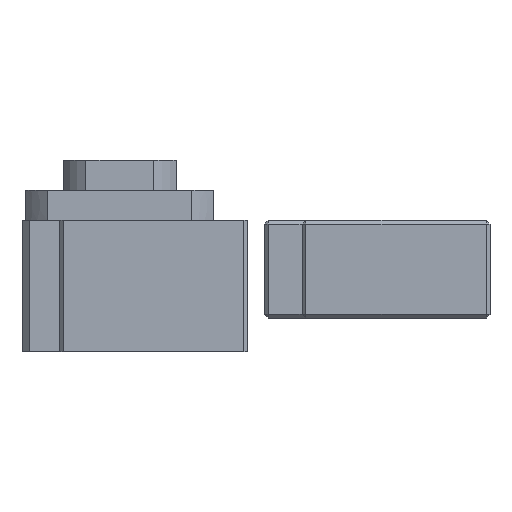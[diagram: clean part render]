
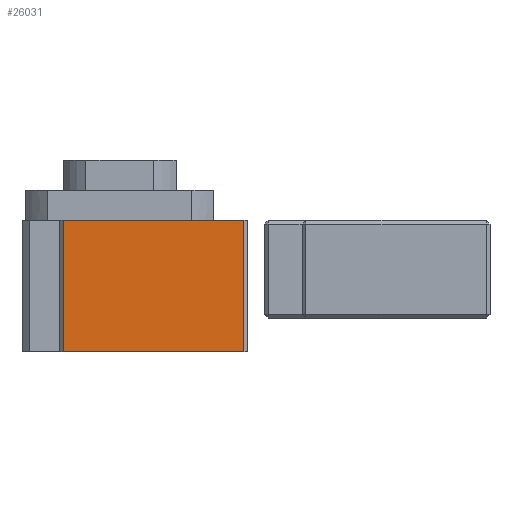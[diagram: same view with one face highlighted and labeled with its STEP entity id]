
A CAD part, left-side view. The second image highlights one B-rep face of the part: STEP entity #26031.
In plain terms, the highlighted planar face has unit normal (-1, 0, 0).
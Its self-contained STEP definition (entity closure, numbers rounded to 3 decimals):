
#680 = CARTESIAN_POINT ( 'NONE',  ( -44., 15., -35. ) ) ;
#1371 = CARTESIAN_POINT ( 'NONE',  ( -44., -1., 0. ) ) ;
#2018 = ORIENTED_EDGE ( 'NONE', *, *, #25787, .T. ) ;
#2129 = VERTEX_POINT ( 'NONE', #5011 ) ;
#2478 = CARTESIAN_POINT ( 'NONE',  ( -44., -33., -11.667 ) ) ;
#2873 = CARTESIAN_POINT ( 'NONE',  ( -44., -33., -35. ) ) ;
#3489 = EDGE_CURVE ( 'NONE', #7011, #25168, #23903, .T. ) ;
#3634 = EDGE_LOOP ( 'NONE', ( #19065, #5613, #9571, #2018 ) ) ;
#5011 = CARTESIAN_POINT ( 'NONE',  ( -44., 15., -35. ) ) ;
#5348 = PLANE ( 'NONE',  #22083 ) ;
#5391 = CARTESIAN_POINT ( 'NONE',  ( -44., -17., -35. ) ) ;
#5512 = DIRECTION ( 'NONE',  ( -1., 0., 0. ) ) ;
#5593 = CARTESIAN_POINT ( 'NONE',  ( -44., -33., 0. ) ) ;
#5613 = ORIENTED_EDGE ( 'NONE', *, *, #10627, .F. ) ;
#6245 = CARTESIAN_POINT ( 'NONE',  ( -44., -17., 0. ) ) ;
#6965 = CARTESIAN_POINT ( 'NONE',  ( -44., 15., -11.667 ) ) ;
#7011 = VERTEX_POINT ( 'NONE', #25878 ) ;
#7677 = B_SPLINE_CURVE_WITH_KNOTS ( 'NONE', 3,
 ( #13757, #1371, #6245, #16434 ),
 .UNSPECIFIED., .F., .F.,
 ( 4, 4 ),
 ( 0., 1. ),
 .UNSPECIFIED. ) ;
#8759 = VERTEX_POINT ( 'NONE', #21053 ) ;
#9571 = ORIENTED_EDGE ( 'NONE', *, *, #20885, .T. ) ;
#10183 = CARTESIAN_POINT ( 'NONE',  ( -44., -33., -35. ) ) ;
#10627 = EDGE_CURVE ( 'NONE', #8759, #25168, #7677, .T. ) ;
#13757 = CARTESIAN_POINT ( 'NONE',  ( -44., 15., 0. ) ) ;
#16118 = B_SPLINE_CURVE_WITH_KNOTS ( 'NONE', 3,
 ( #17490, #6965, #29872, #19348 ),
 .UNSPECIFIED., .F., .F.,
 ( 4, 4 ),
 ( 0., 1. ),
 .UNSPECIFIED. ) ;
#16434 = CARTESIAN_POINT ( 'NONE',  ( -44., -33., 0. ) ) ;
#17490 = CARTESIAN_POINT ( 'NONE',  ( -44., 15., 0. ) ) ;
#19065 = ORIENTED_EDGE ( 'NONE', *, *, #3489, .T. ) ;
#19348 = CARTESIAN_POINT ( 'NONE',  ( -44., 15., -35. ) ) ;
#20885 = EDGE_CURVE ( 'NONE', #8759, #2129, #16118, .T. ) ;
#21053 = CARTESIAN_POINT ( 'NONE',  ( -44., 15., 0. ) ) ;
#22083 = AXIS2_PLACEMENT_3D ( 'NONE', #25602, #5512, #25924 ) ;
#23233 = CARTESIAN_POINT ( 'NONE',  ( -44., -33., 0. ) ) ;
#23903 = B_SPLINE_CURVE_WITH_KNOTS ( 'NONE', 3,
 ( #10183, #32941, #2478, #23233 ),
 .UNSPECIFIED., .F., .F.,
 ( 4, 4 ),
 ( 0., 1. ),
 .UNSPECIFIED. ) ;
#25168 = VERTEX_POINT ( 'NONE', #5593 ) ;
#25448 = FACE_OUTER_BOUND ( 'NONE', #3634, .T. ) ;
#25602 = CARTESIAN_POINT ( 'NONE',  ( -44., -9., -17.5 ) ) ;
#25787 = EDGE_CURVE ( 'NONE', #2129, #7011, #32662, .T. ) ;
#25878 = CARTESIAN_POINT ( 'NONE',  ( -44., -33., -35. ) ) ;
#25924 = DIRECTION ( 'NONE',  ( 0., 0., 1. ) ) ;
#26031 = ADVANCED_FACE ( 'NONE', ( #25448 ), #5348, .T. ) ;
#29872 = CARTESIAN_POINT ( 'NONE',  ( -44., 15., -23.333 ) ) ;
#30992 = CARTESIAN_POINT ( 'NONE',  ( -44., -1., -35. ) ) ;
#32662 = B_SPLINE_CURVE_WITH_KNOTS ( 'NONE', 3,
 ( #680, #30992, #5391, #2873 ),
 .UNSPECIFIED., .F., .F.,
 ( 4, 4 ),
 ( 0., 1. ),
 .UNSPECIFIED. ) ;
#32941 = CARTESIAN_POINT ( 'NONE',  ( -44., -33., -23.333 ) ) ;
